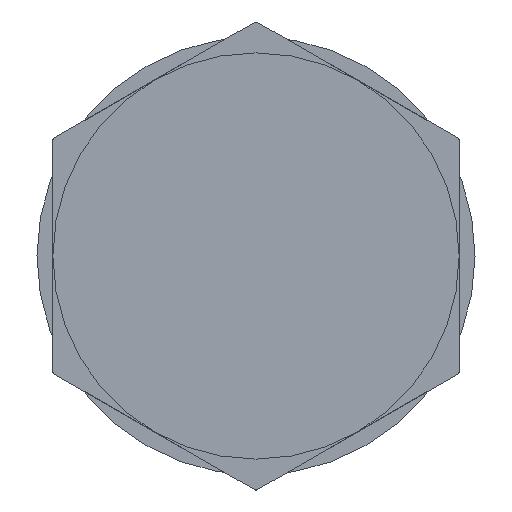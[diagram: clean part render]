
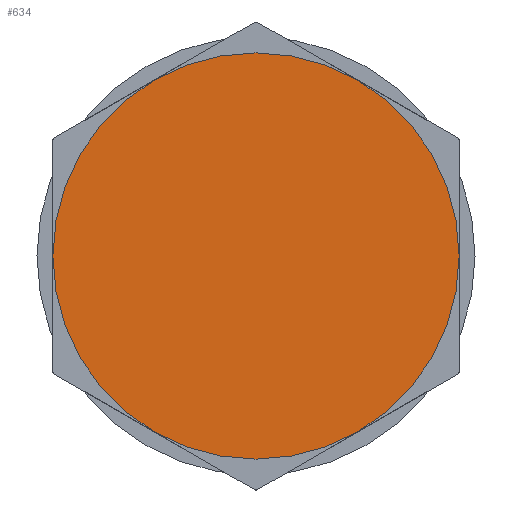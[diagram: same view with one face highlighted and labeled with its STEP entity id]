
A CAD part, left-side view. The second image highlights one B-rep face of the part: STEP entity #634.
In plain terms, the highlighted planar face has unit normal (-1, 0, 0).
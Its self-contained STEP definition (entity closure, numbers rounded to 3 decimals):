
#118=PLANE('',#713);
#161=FACE_OUTER_BOUND('',#211,.T.);
#211=EDGE_LOOP('',(#458));
#268=CIRCLE('',#706,23.);
#304=VERTEX_POINT('',#998);
#363=EDGE_CURVE('',#304,#304,#268,.T.);
#458=ORIENTED_EDGE('',*,*,#363,.T.);
#634=ADVANCED_FACE('',(#161),#118,.T.);
#706=AXIS2_PLACEMENT_3D('',#999,#802,#803);
#713=AXIS2_PLACEMENT_3D('',#1012,#816,#817);
#802=DIRECTION('center_axis',(-1.,0.,0.));
#803=DIRECTION('ref_axis',(0.,0.,1.));
#816=DIRECTION('center_axis',(-1.,0.,0.));
#817=DIRECTION('ref_axis',(0.,0.,1.));
#998=CARTESIAN_POINT('',(-26.5,0.,-23.));
#999=CARTESIAN_POINT('Origin',(-26.5,0.,0.));
#1012=CARTESIAN_POINT('Origin',(-26.5,0.,0.));
